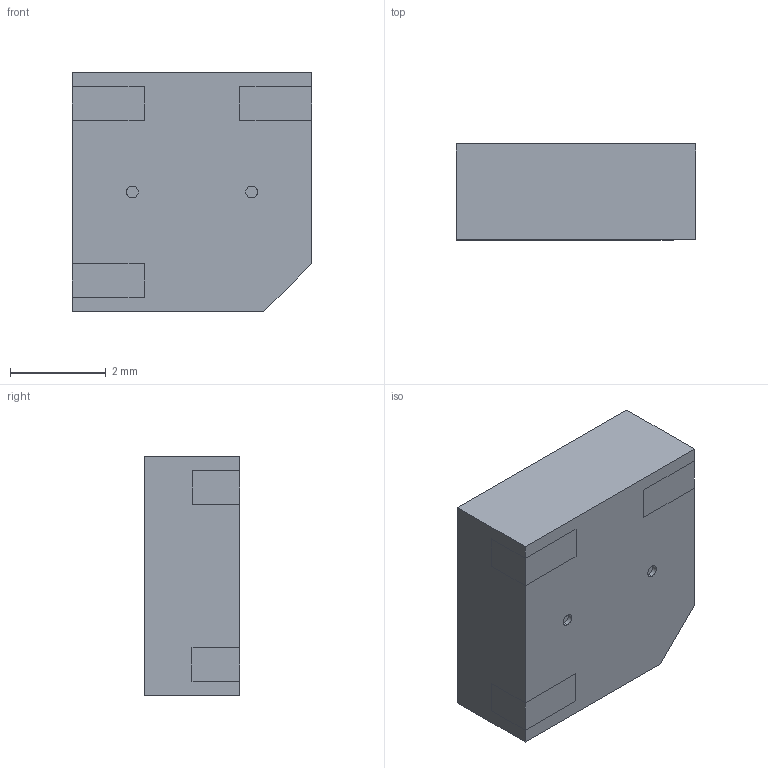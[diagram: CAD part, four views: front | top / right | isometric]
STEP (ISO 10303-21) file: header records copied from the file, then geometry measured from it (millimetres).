
FILE_DESCRIPTION (( 'STEP AP214' ), '1' );
FILE_NAME ('Same_Sky_CMT-0502-03-SMT-TR.step', '2025-07-30T21:21:32', ( '' ), ( '' ), 'SwSTEP 2.0', 'SolidWorks 2025', '' );
FILE_SCHEMA (( 'AUTOMOTIVE_DESIGN' ));
Length unit declared in the file: millimetre
Products named in the file (1): Same_Sky_CMT-0502-03-SMT-TR
Bounding box: 5 x 2 x 5 mm (x, y, z)
Volume: 48.9 mm3; surface area: 101.6 mm2
Topology: 4 solids, 4 shells, 58 faces, 141 edges, 94 vertices
Faces by surface type: plane 52, cylinder 6
Entity records: 1727 total; most frequent: CARTESIAN_POINT 294, ORIENTED_EDGE 282, DIRECTION 271, EDGE_CURVE 141, VECTOR 129, LINE 129, VERTEX_POINT 94, AXIS2_PLACEMENT_3D 71
